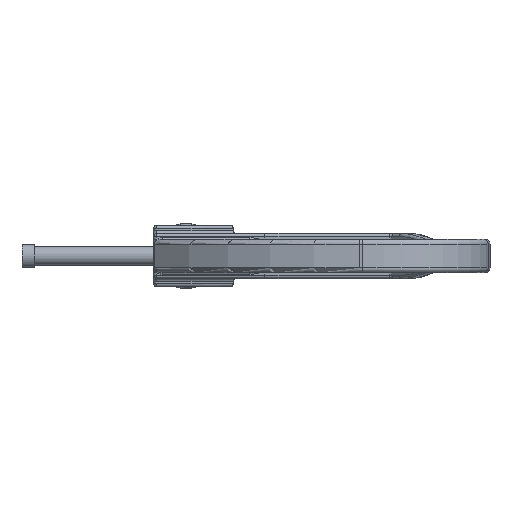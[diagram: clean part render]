
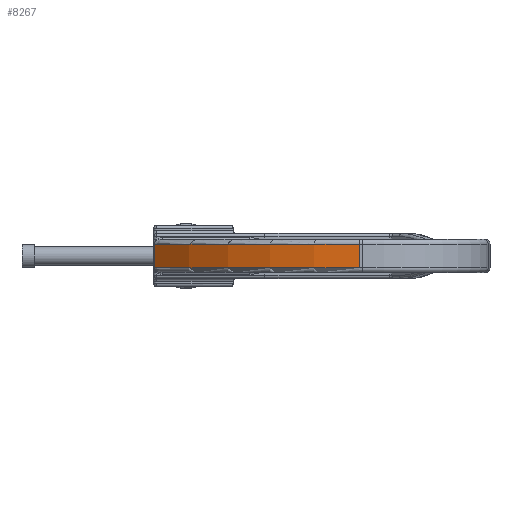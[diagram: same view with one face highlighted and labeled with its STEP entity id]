
A CAD part, left-side view. The second image highlights one B-rep face of the part: STEP entity #8267.
In plain terms, the highlighted cylindrical face has radius 180 mm (diameter 360 mm), a partial arc.
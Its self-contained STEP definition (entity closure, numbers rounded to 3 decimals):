
#7075 = VERTEX_POINT ( 'NONE', #9490 ) ;
#7334 = EDGE_CURVE ( 'NONE', #7075, #7335, #10005, .T. ) ;
#7335 = VERTEX_POINT ( 'NONE', #10006 ) ;
#8226 = VERTEX_POINT ( 'NONE', #11996 ) ;
#8227 = ORIENTED_EDGE ( 'NONE', *, *, #8228, .T. ) ;
#8228 = EDGE_CURVE ( 'NONE', #8226, #8308, #11995, .T. ) ;
#8267 = ADVANCED_FACE ( 'NONE', ( #12242 ), #12241, .T. ) ;
#8268 = EDGE_LOOP ( 'NONE', ( #8337, #8338, #8227, #8309 ) ) ;
#8308 = VERTEX_POINT ( 'NONE', #12180 ) ;
#8309 = ORIENTED_EDGE ( 'NONE', *, *, #8310, .T. ) ;
#8310 = EDGE_CURVE ( 'NONE', #8308, #7335, #12174, .T. ) ;
#8337 = ORIENTED_EDGE ( 'NONE', *, *, #7334, .F. ) ;
#8338 = ORIENTED_EDGE ( 'NONE', *, *, #8339, .T. ) ;
#8339 = EDGE_CURVE ( 'NONE', #7075, #8226, #12372, .T. ) ;
#9490 = CARTESIAN_POINT ( 'NONE',  ( -225.007, 19.975, 7.5 ) ) ;
#9950 = DIRECTION ( 'NONE',  ( 0., 0., -1. ) ) ;
#9951 = VECTOR ( 'NONE', #9950, 1000. ) ;
#9952 = CARTESIAN_POINT ( 'NONE',  ( -225.007, 19.975, 8.5 ) ) ;
#10005 = LINE ( 'NONE', #9952, #9951 ) ;
#10006 = CARTESIAN_POINT ( 'NONE',  ( -225.007, 19.975, -7.5 ) ) ;
#11995 = LINE ( 'NONE', #12037, #12036 ) ;
#11996 = CARTESIAN_POINT ( 'NONE',  ( -170.585, 148.933, 7.5 ) ) ;
#12035 = DIRECTION ( 'NONE',  ( 0., 0., -1. ) ) ;
#12036 = VECTOR ( 'NONE', #12035, 1000. ) ;
#12037 = CARTESIAN_POINT ( 'NONE',  ( -170.585, 148.933, 8.5 ) ) ;
#12170 = DIRECTION ( 'NONE',  ( 1., 0., 0. ) ) ;
#12171 = DIRECTION ( 'NONE',  ( 0., 0., 1. ) ) ;
#12172 = CARTESIAN_POINT ( 'NONE',  ( -45.007, 19.975, -7.5 ) ) ;
#12173 = AXIS2_PLACEMENT_3D ( 'NONE', #12172, #12171, #12170 ) ;
#12174 = CIRCLE ( 'NONE', #12173, 180. ) ;
#12180 = CARTESIAN_POINT ( 'NONE',  ( -170.585, 148.933, -7.5 ) ) ;
#12241 = CYLINDRICAL_SURFACE ( 'NONE', #12273, 180. ) ;
#12242 = FACE_OUTER_BOUND ( 'NONE', #8268, .T. ) ;
#12270 = DIRECTION ( 'NONE',  ( -1., 0., 0. ) ) ;
#12271 = DIRECTION ( 'NONE',  ( 0., 0., -1. ) ) ;
#12272 = CARTESIAN_POINT ( 'NONE',  ( -45.007, 19.975, 8.5 ) ) ;
#12273 = AXIS2_PLACEMENT_3D ( 'NONE', #12272, #12271, #12270 ) ;
#12368 = DIRECTION ( 'NONE',  ( -1., 0., 0. ) ) ;
#12369 = DIRECTION ( 'NONE',  ( 0., 0., -1. ) ) ;
#12370 = CARTESIAN_POINT ( 'NONE',  ( -45.007, 19.975, 7.5 ) ) ;
#12371 = AXIS2_PLACEMENT_3D ( 'NONE', #12370, #12369, #12368 ) ;
#12372 = CIRCLE ( 'NONE', #12371, 180. ) ;
